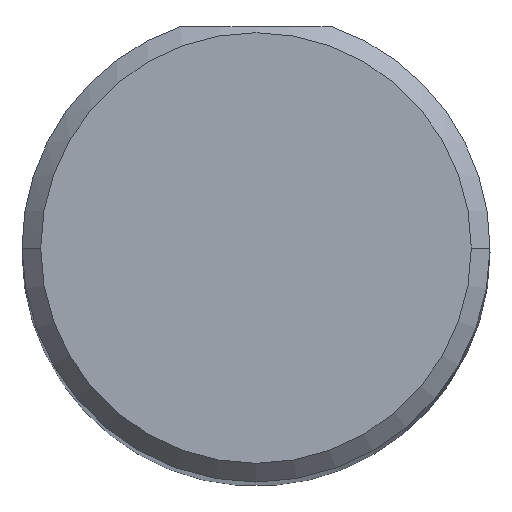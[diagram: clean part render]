
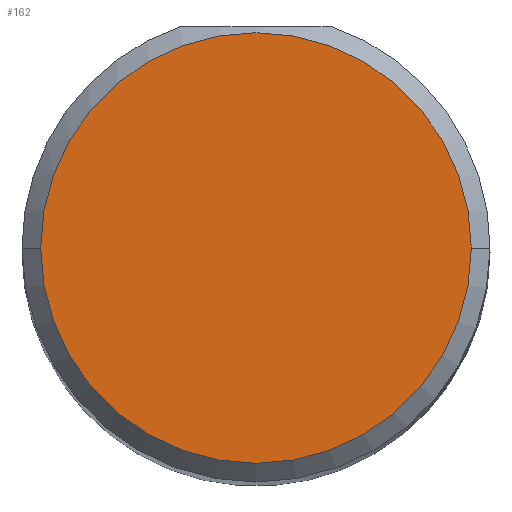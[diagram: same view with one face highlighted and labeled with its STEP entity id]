
A CAD part, top view. The second image highlights one B-rep face of the part: STEP entity #162.
In plain terms, the highlighted planar face has unit normal (0, 0, 1).
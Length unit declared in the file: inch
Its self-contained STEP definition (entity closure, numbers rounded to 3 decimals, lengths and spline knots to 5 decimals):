
#32 = AXIS2_PLACEMENT_3D ( 'NONE', #194, #109, #149 ) ;
#38 = CIRCLE ( 'NONE', #367, 0.1725 ) ;
#48 = AXIS2_PLACEMENT_3D ( 'NONE', #356, #526, #470 ) ;
#74 = CIRCLE ( 'NONE', #48, 0.1725 ) ;
#101 = VERTEX_POINT ( 'NONE', #475 ) ;
#109 = DIRECTION ( 'NONE',  ( 0., 0., 1. ) ) ;
#138 = DIRECTION ( 'NONE',  ( 0., 0., 1. ) ) ;
#149 = DIRECTION ( 'NONE',  ( 1., 0., 0. ) ) ;
#162 = ADVANCED_FACE ( 'NONE', ( #234 ), #481, .T. ) ;
#194 = CARTESIAN_POINT ( 'NONE',  ( 0., 0., 2.5 ) ) ;
#216 = ORIENTED_EDGE ( 'NONE', *, *, #293, .T. ) ;
#234 = FACE_OUTER_BOUND ( 'NONE', #431, .T. ) ;
#293 = EDGE_CURVE ( 'NONE', #101, #454, #38, .T. ) ;
#308 = DIRECTION ( 'NONE',  ( 1., 0., 0. ) ) ;
#356 = CARTESIAN_POINT ( 'NONE',  ( 0., 0., 2.5 ) ) ;
#367 = AXIS2_PLACEMENT_3D ( 'NONE', #422, #138, #308 ) ;
#419 = ORIENTED_EDGE ( 'NONE', *, *, #450, .T. ) ;
#422 = CARTESIAN_POINT ( 'NONE',  ( 0., 0., 2.5 ) ) ;
#431 = EDGE_LOOP ( 'NONE', ( #216, #419 ) ) ;
#450 = EDGE_CURVE ( 'NONE', #454, #101, #74, .T. ) ;
#454 = VERTEX_POINT ( 'NONE', #522 ) ;
#470 = DIRECTION ( 'NONE',  ( 1., 0., 0. ) ) ;
#475 = CARTESIAN_POINT ( 'NONE',  ( -0.1725, 0., 2.5 ) ) ;
#481 = PLANE ( 'NONE',  #32 ) ;
#522 = CARTESIAN_POINT ( 'NONE',  ( 0.1725, 0., 2.5 ) ) ;
#526 = DIRECTION ( 'NONE',  ( 0., 0., 1. ) ) ;
